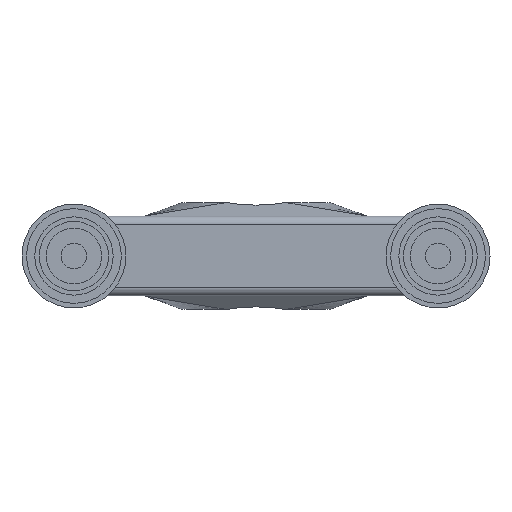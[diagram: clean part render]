
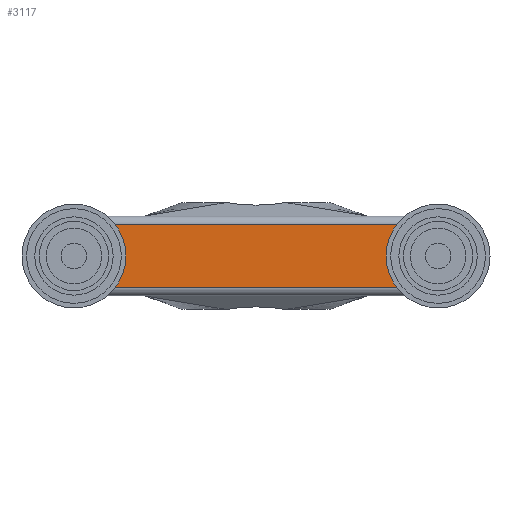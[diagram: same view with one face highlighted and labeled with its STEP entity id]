
A CAD part, front view. The second image highlights one B-rep face of the part: STEP entity #3117.
In plain terms, the highlighted planar face has unit normal (0, -1, 0).
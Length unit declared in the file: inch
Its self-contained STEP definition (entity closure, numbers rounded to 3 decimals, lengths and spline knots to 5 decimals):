
#98 = CIRCLE ( 'NONE', #2574, 0.25 ) ;
#167 = EDGE_CURVE ( 'NONE', #2188, #3596, #98, .T. ) ;
#190 = CARTESIAN_POINT ( 'NONE',  ( 2., -0.737, 0.25 ) ) ;
#196 = AXIS2_PLACEMENT_3D ( 'NONE', #3682, #3336, #288 ) ;
#205 = DIRECTION ( 'NONE',  ( 0., 0., -1. ) ) ;
#218 = EDGE_LOOP ( 'NONE', ( #2875, #2827 ) ) ;
#288 = DIRECTION ( 'NONE',  ( 0., 0., -1. ) ) ;
#302 = EDGE_CURVE ( 'NONE', #1064, #918, #574, .T. ) ;
#354 = DIRECTION ( 'NONE',  ( 0., 0., -1. ) ) ;
#479 = ORIENTED_EDGE ( 'NONE', *, *, #302, .T. ) ;
#533 = CARTESIAN_POINT ( 'NONE',  ( 2., -0.737, 0. ) ) ;
#552 = DIRECTION ( 'NONE',  ( 0., -1., 0. ) ) ;
#574 = CIRCLE ( 'NONE', #2015, 0.50055 ) ;
#594 = CARTESIAN_POINT ( 'NONE',  ( 1.79172, -0.737, 0. ) ) ;
#674 = EDGE_CURVE ( 'NONE', #4401, #1064, #1060, .T. ) ;
#719 = DIRECTION ( 'NONE',  ( 0., 0., -1. ) ) ;
#885 = VERTEX_POINT ( 'NONE', #1913 ) ;
#918 = VERTEX_POINT ( 'NONE', #4131 ) ;
#971 = AXIS2_PLACEMENT_3D ( 'NONE', #533, #3640, #1589 ) ;
#991 = DIRECTION ( 'NONE',  ( 0., -1., 0. ) ) ;
#1060 = LINE ( 'NONE', #3923, #2758 ) ;
#1064 = VERTEX_POINT ( 'NONE', #3852 ) ;
#1171 = CARTESIAN_POINT ( 'NONE',  ( -2., -0.737, 0.25 ) ) ;
#1285 = PLANE ( 'NONE',  #196 ) ;
#1289 = ORIENTED_EDGE ( 'NONE', *, *, #2193, .F. ) ;
#1346 = EDGE_LOOP ( 'NONE', ( #1289, #2046 ) ) ;
#1390 = AXIS2_PLACEMENT_3D ( 'NONE', #1713, #991, #3049 ) ;
#1576 = ORIENTED_EDGE ( 'NONE', *, *, #2909, .T. ) ;
#1589 = DIRECTION ( 'NONE',  ( 0., 0., -1. ) ) ;
#1713 = CARTESIAN_POINT ( 'NONE',  ( -2., -0.737, 0. ) ) ;
#1762 = CIRCLE ( 'NONE', #1390, 0.25 ) ;
#1853 = EDGE_CURVE ( 'NONE', #4278, #4401, #2859, .T. ) ;
#1913 = CARTESIAN_POINT ( 'NONE',  ( 2., -0.737, -0.25 ) ) ;
#1994 = AXIS2_PLACEMENT_3D ( 'NONE', #2060, #2387, #354 ) ;
#2015 = AXIS2_PLACEMENT_3D ( 'NONE', #594, #552, #205 ) ;
#2046 = ORIENTED_EDGE ( 'NONE', *, *, #3206, .F. ) ;
#2060 = CARTESIAN_POINT ( 'NONE',  ( -1.79718, -0.737, 0. ) ) ;
#2188 = VERTEX_POINT ( 'NONE', #1171 ) ;
#2193 = EDGE_CURVE ( 'NONE', #2567, #885, #3690, .T. ) ;
#2239 = CARTESIAN_POINT ( 'NONE',  ( -2.15745, -0.737, 0.3475 ) ) ;
#2387 = DIRECTION ( 'NONE',  ( 0., -1., 0. ) ) ;
#2397 = CARTESIAN_POINT ( 'NONE',  ( 2., -0.737, 0. ) ) ;
#2428 = CARTESIAN_POINT ( 'NONE',  ( -2., -0.737, 0. ) ) ;
#2435 = CIRCLE ( 'NONE', #2572, 0.25 ) ;
#2567 = VERTEX_POINT ( 'NONE', #190 ) ;
#2572 = AXIS2_PLACEMENT_3D ( 'NONE', #2397, #4435, #2726 ) ;
#2574 = AXIS2_PLACEMENT_3D ( 'NONE', #2428, #4127, #719 ) ;
#2726 = DIRECTION ( 'NONE',  ( 0., 0., -1. ) ) ;
#2758 = VECTOR ( 'NONE', #3586, 39.37008 ) ;
#2815 = LINE ( 'NONE', #3884, #3143 ) ;
#2827 = ORIENTED_EDGE ( 'NONE', *, *, #4040, .F. ) ;
#2859 = CIRCLE ( 'NONE', #1994, 0.50055 ) ;
#2867 = DIRECTION ( 'NONE',  ( -1., 0., 0. ) ) ;
#2875 = ORIENTED_EDGE ( 'NONE', *, *, #167, .F. ) ;
#2909 = EDGE_CURVE ( 'NONE', #918, #4278, #2815, .T. ) ;
#3049 = DIRECTION ( 'NONE',  ( 0., 0., -1. ) ) ;
#3117 = ADVANCED_FACE ( 'NONE', ( #3304, #3900, #3413 ), #1285, .T. ) ;
#3143 = VECTOR ( 'NONE', #2867, 39.37008 ) ;
#3206 = EDGE_CURVE ( 'NONE', #885, #2567, #2435, .T. ) ;
#3304 = FACE_BOUND ( 'NONE', #1346, .T. ) ;
#3336 = DIRECTION ( 'NONE',  ( 0., -1., 0. ) ) ;
#3368 = CARTESIAN_POINT ( 'NONE',  ( -2.15745, -0.737, -0.3475 ) ) ;
#3413 = FACE_OUTER_BOUND ( 'NONE', #4308, .T. ) ;
#3586 = DIRECTION ( 'NONE',  ( 1., 0., 0. ) ) ;
#3596 = VERTEX_POINT ( 'NONE', #3607 ) ;
#3607 = CARTESIAN_POINT ( 'NONE',  ( -2., -0.737, -0.25 ) ) ;
#3640 = DIRECTION ( 'NONE',  ( 0., -1., 0. ) ) ;
#3682 = CARTESIAN_POINT ( 'NONE',  ( -1.79718, -0.737, 0. ) ) ;
#3690 = CIRCLE ( 'NONE', #971, 0.25 ) ;
#3852 = CARTESIAN_POINT ( 'NONE',  ( 2.15199, -0.737, -0.3475 ) ) ;
#3884 = CARTESIAN_POINT ( 'NONE',  ( -2.15745, -0.737, 0.3475 ) ) ;
#3900 = FACE_BOUND ( 'NONE', #218, .T. ) ;
#3923 = CARTESIAN_POINT ( 'NONE',  ( 2.15199, -0.737, -0.3475 ) ) ;
#4040 = EDGE_CURVE ( 'NONE', #3596, #2188, #1762, .T. ) ;
#4127 = DIRECTION ( 'NONE',  ( 0., -1., 0. ) ) ;
#4131 = CARTESIAN_POINT ( 'NONE',  ( 2.15199, -0.737, 0.3475 ) ) ;
#4223 = ORIENTED_EDGE ( 'NONE', *, *, #1853, .T. ) ;
#4278 = VERTEX_POINT ( 'NONE', #2239 ) ;
#4308 = EDGE_LOOP ( 'NONE', ( #4223, #4450, #479, #1576 ) ) ;
#4401 = VERTEX_POINT ( 'NONE', #3368 ) ;
#4435 = DIRECTION ( 'NONE',  ( 0., -1., 0. ) ) ;
#4450 = ORIENTED_EDGE ( 'NONE', *, *, #674, .T. ) ;
